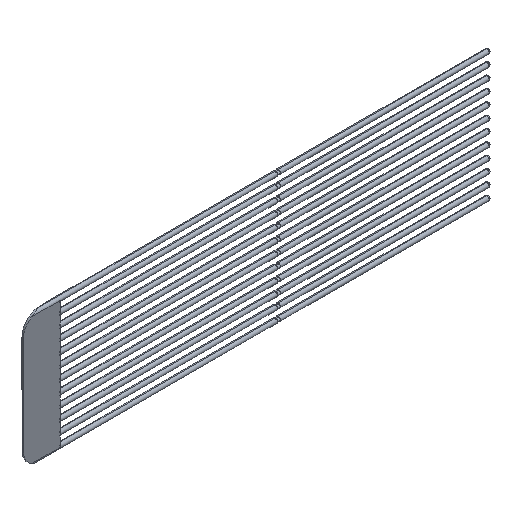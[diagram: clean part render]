
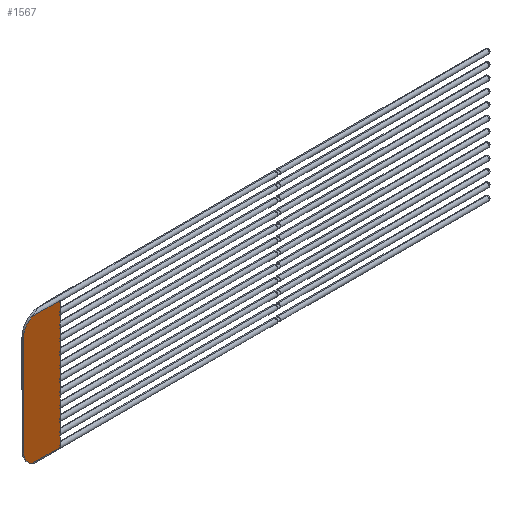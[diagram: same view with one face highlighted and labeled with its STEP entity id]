
A CAD part, isometric view. The second image highlights one B-rep face of the part: STEP entity #1567.
In plain terms, the highlighted planar face has unit normal (0, -1, 0).
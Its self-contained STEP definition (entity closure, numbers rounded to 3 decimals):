
#26 = VERTEX_POINT ( 'NONE', #5401 ) ;
#56 = DIRECTION ( 'NONE',  ( 0., 0., 1. ) ) ;
#79 = VERTEX_POINT ( 'NONE', #3849 ) ;
#80 = DIRECTION ( 'NONE',  ( 0., 0., 1. ) ) ;
#147 = VECTOR ( 'NONE', #5941, 1000. ) ;
#191 = DIRECTION ( 'NONE',  ( 1., 0., 0. ) ) ;
#215 = CARTESIAN_POINT ( 'NONE',  ( -76.2, -0.787, -44. ) ) ;
#251 = CARTESIAN_POINT ( 'NONE',  ( -76.2, -0.787, -44. ) ) ;
#342 = EDGE_CURVE ( 'NONE', #26, #4042, #2157, .T. ) ;
#380 = ORIENTED_EDGE ( 'NONE', *, *, #5620, .T. ) ;
#539 = EDGE_CURVE ( 'NONE', #1103, #2107, #5597, .T. ) ;
#564 = VERTEX_POINT ( 'NONE', #2353 ) ;
#592 = VERTEX_POINT ( 'NONE', #4533 ) ;
#617 = VECTOR ( 'NONE', #80, 1000. ) ;
#631 = CARTESIAN_POINT ( 'NONE',  ( -76.2, -0.787, -24. ) ) ;
#632 = CARTESIAN_POINT ( 'NONE',  ( -76.2, -0.787, -4. ) ) ;
#637 = DIRECTION ( 'NONE',  ( 0., 1., 0. ) ) ;
#690 = VECTOR ( 'NONE', #790, 1000. ) ;
#691 = VECTOR ( 'NONE', #798, 1000. ) ;
#738 = ORIENTED_EDGE ( 'NONE', *, *, #539, .F. ) ;
#790 = DIRECTION ( 'NONE',  ( 0., 0., 1. ) ) ;
#798 = DIRECTION ( 'NONE',  ( 0., 0., 1. ) ) ;
#818 = ORIENTED_EDGE ( 'NONE', *, *, #1964, .T. ) ;
#917 = CARTESIAN_POINT ( 'NONE',  ( -88.9, -0.787, 0. ) ) ;
#1029 = DIRECTION ( 'NONE',  ( 0., 0., 1. ) ) ;
#1050 = ORIENTED_EDGE ( 'NONE', *, *, #342, .T. ) ;
#1103 = VERTEX_POINT ( 'NONE', #5955 ) ;
#1198 = VECTOR ( 'NONE', #5773, 1000. ) ;
#1273 = EDGE_CURVE ( 'NONE', #6096, #564, #5031, .T. ) ;
#1379 = CARTESIAN_POINT ( 'NONE',  ( -76.2, -0.787, -32. ) ) ;
#1381 = CARTESIAN_POINT ( 'NONE',  ( -76.2, -0.787, -44. ) ) ;
#1400 = DIRECTION ( 'NONE',  ( 1., 0., 0. ) ) ;
#1512 = VECTOR ( 'NONE', #191, 1000. ) ;
#1545 = EDGE_CURVE ( 'NONE', #4640, #6324, #3714, .T. ) ;
#1567 = ADVANCED_FACE ( 'NONE', ( #2678 ), #2272, .F. ) ;
#1574 = DIRECTION ( 'NONE',  ( 0., 0., 1. ) ) ;
#1594 = ORIENTED_EDGE ( 'NONE', *, *, #2839, .T. ) ;
#1792 = LINE ( 'NONE', #3873, #147 ) ;
#1834 = CARTESIAN_POINT ( 'NONE',  ( -88.9, -0.787, -39.029 ) ) ;
#1880 = LINE ( 'NONE', #3381, #690 ) ;
#1964 = EDGE_CURVE ( 'NONE', #6324, #79, #6339, .T. ) ;
#1969 = VERTEX_POINT ( 'NONE', #5320 ) ;
#2027 = CARTESIAN_POINT ( 'NONE',  ( -76.2, -0.787, -44. ) ) ;
#2042 = EDGE_CURVE ( 'NONE', #4162, #5281, #6559, .T. ) ;
#2046 = CARTESIAN_POINT ( 'NONE',  ( -76.2, -0.787, -8. ) ) ;
#2075 = ORIENTED_EDGE ( 'NONE', *, *, #2042, .T. ) ;
#2107 = VERTEX_POINT ( 'NONE', #4972 ) ;
#2157 = LINE ( 'NONE', #3087, #5604 ) ;
#2187 = CARTESIAN_POINT ( 'NONE',  ( -76.2, -0.787, -44. ) ) ;
#2272 = PLANE ( 'NONE',  #3252 ) ;
#2279 = AXIS2_PLACEMENT_3D ( 'NONE', #4105, #5672, #3163 ) ;
#2287 = VERTEX_POINT ( 'NONE', #4320 ) ;
#2297 = VECTOR ( 'NONE', #1574, 1000. ) ;
#2353 = CARTESIAN_POINT ( 'NONE',  ( -88.9, -0.787, -4.971 ) ) ;
#2421 = LINE ( 'NONE', #251, #691 ) ;
#2513 = ORIENTED_EDGE ( 'NONE', *, *, #5751, .T. ) ;
#2594 = EDGE_CURVE ( 'NONE', #592, #4162, #3552, .T. ) ;
#2614 = VECTOR ( 'NONE', #1400, 1000. ) ;
#2678 = FACE_OUTER_BOUND ( 'NONE', #6549, .T. ) ;
#2742 = CARTESIAN_POINT ( 'NONE',  ( -88.9, -0.787, -44. ) ) ;
#2809 = DIRECTION ( 'NONE',  ( 0., 0., 1. ) ) ;
#2816 = VECTOR ( 'NONE', #4143, 1000. ) ;
#2839 = EDGE_CURVE ( 'NONE', #4698, #3708, #1792, .T. ) ;
#2927 = EDGE_CURVE ( 'NONE', #4042, #1969, #2421, .T. ) ;
#3053 = CARTESIAN_POINT ( 'NONE',  ( -76.2, -0.787, -44. ) ) ;
#3087 = CARTESIAN_POINT ( 'NONE',  ( -76.2, -0.787, -44. ) ) ;
#3163 = DIRECTION ( 'NONE',  ( 0., 0., 1. ) ) ;
#3192 = LINE ( 'NONE', #215, #1198 ) ;
#3252 = AXIS2_PLACEMENT_3D ( 'NONE', #3326, #637, #2809 ) ;
#3326 = CARTESIAN_POINT ( 'NONE',  ( -88.9, -0.787, -44. ) ) ;
#3374 = EDGE_CURVE ( 'NONE', #79, #4698, #1880, .T. ) ;
#3381 = CARTESIAN_POINT ( 'NONE',  ( -76.2, -0.787, -44. ) ) ;
#3441 = CARTESIAN_POINT ( 'NONE',  ( -76.2, -0.787, -44. ) ) ;
#3552 = LINE ( 'NONE', #3053, #4922 ) ;
#3697 = CARTESIAN_POINT ( 'NONE',  ( -76.2, -0.787, -44. ) ) ;
#3708 = VERTEX_POINT ( 'NONE', #1379 ) ;
#3714 = LINE ( 'NONE', #2742, #1512 ) ;
#3715 = ORIENTED_EDGE ( 'NONE', *, *, #1273, .F. ) ;
#3849 = CARTESIAN_POINT ( 'NONE',  ( -76.2, -0.787, -40. ) ) ;
#3873 = CARTESIAN_POINT ( 'NONE',  ( -76.2, -0.787, -44. ) ) ;
#4042 = VERTEX_POINT ( 'NONE', #631 ) ;
#4080 = CARTESIAN_POINT ( 'NONE',  ( -86.048, -0.787, -44. ) ) ;
#4105 = CARTESIAN_POINT ( 'NONE',  ( -83.142, -0.787, -4.971 ) ) ;
#4143 = DIRECTION ( 'NONE',  ( 0., 0., 1. ) ) ;
#4162 = VERTEX_POINT ( 'NONE', #2046 ) ;
#4306 = EDGE_CURVE ( 'NONE', #1969, #2287, #5834, .T. ) ;
#4320 = CARTESIAN_POINT ( 'NONE',  ( -76.2, -0.787, -16. ) ) ;
#4344 = CIRCLE ( 'NONE', #2279, 5.758 ) ;
#4533 = CARTESIAN_POINT ( 'NONE',  ( -76.2, -0.787, -12. ) ) ;
#4558 = VECTOR ( 'NONE', #6584, 1000. ) ;
#4571 = CARTESIAN_POINT ( 'NONE',  ( -76.2, -0.787, -44. ) ) ;
#4612 = ORIENTED_EDGE ( 'NONE', *, *, #4306, .T. ) ;
#4622 = DIRECTION ( 'NONE',  ( 0., 0., 1. ) ) ;
#4640 = VERTEX_POINT ( 'NONE', #4080 ) ;
#4646 = ORIENTED_EDGE ( 'NONE', *, *, #2594, .T. ) ;
#4670 = ORIENTED_EDGE ( 'NONE', *, *, #5145, .T. ) ;
#4698 = VERTEX_POINT ( 'NONE', #6262 ) ;
#4710 = ORIENTED_EDGE ( 'NONE', *, *, #5178, .T. ) ;
#4922 = VECTOR ( 'NONE', #56, 1000. ) ;
#4972 = CARTESIAN_POINT ( 'NONE',  ( -76.2, -0.787, 0. ) ) ;
#4998 = ORIENTED_EDGE ( 'NONE', *, *, #5427, .F. ) ;
#5031 = LINE ( 'NONE', #6026, #4558 ) ;
#5145 = EDGE_CURVE ( 'NONE', #5281, #2107, #6678, .T. ) ;
#5178 = EDGE_CURVE ( 'NONE', #1103, #564, #4344, .T. ) ;
#5200 = CARTESIAN_POINT ( 'NONE',  ( -83.142, -0.787, -39.029 ) ) ;
#5274 = DIRECTION ( 'NONE',  ( 0., 1., 0. ) ) ;
#5281 = VERTEX_POINT ( 'NONE', #632 ) ;
#5320 = CARTESIAN_POINT ( 'NONE',  ( -76.2, -0.787, -20. ) ) ;
#5401 = CARTESIAN_POINT ( 'NONE',  ( -76.2, -0.787, -28. ) ) ;
#5427 = EDGE_CURVE ( 'NONE', #4640, #6096, #6503, .T. ) ;
#5597 = LINE ( 'NONE', #917, #2614 ) ;
#5604 = VECTOR ( 'NONE', #5703, 1000. ) ;
#5620 = EDGE_CURVE ( 'NONE', #3708, #26, #5630, .T. ) ;
#5630 = LINE ( 'NONE', #4571, #6724 ) ;
#5672 = DIRECTION ( 'NONE',  ( 0., -1., 0. ) ) ;
#5703 = DIRECTION ( 'NONE',  ( 0., 0., 1. ) ) ;
#5712 = ORIENTED_EDGE ( 'NONE', *, *, #2927, .T. ) ;
#5751 = EDGE_CURVE ( 'NONE', #2287, #592, #3192, .T. ) ;
#5773 = DIRECTION ( 'NONE',  ( 0., 0., 1. ) ) ;
#5834 = LINE ( 'NONE', #2187, #2297 ) ;
#5941 = DIRECTION ( 'NONE',  ( 0., 0., 1. ) ) ;
#5955 = CARTESIAN_POINT ( 'NONE',  ( -86.048, -0.787, 0. ) ) ;
#6026 = CARTESIAN_POINT ( 'NONE',  ( -88.9, -0.787, -44. ) ) ;
#6055 = ORIENTED_EDGE ( 'NONE', *, *, #1545, .T. ) ;
#6057 = VECTOR ( 'NONE', #6462, 1000. ) ;
#6088 = ORIENTED_EDGE ( 'NONE', *, *, #3374, .T. ) ;
#6096 = VERTEX_POINT ( 'NONE', #1834 ) ;
#6262 = CARTESIAN_POINT ( 'NONE',  ( -76.2, -0.787, -36. ) ) ;
#6303 = AXIS2_PLACEMENT_3D ( 'NONE', #5200, #5274, #4622 ) ;
#6324 = VERTEX_POINT ( 'NONE', #1381 ) ;
#6339 = LINE ( 'NONE', #3697, #617 ) ;
#6462 = DIRECTION ( 'NONE',  ( 0., 0., 1. ) ) ;
#6503 = CIRCLE ( 'NONE', #6303, 5.758 ) ;
#6549 = EDGE_LOOP ( 'NONE', ( #738, #4710, #3715, #4998, #6055, #818, #6088, #1594, #380, #1050, #5712, #4612, #2513, #4646, #2075, #4670 ) ) ;
#6559 = LINE ( 'NONE', #3441, #6057 ) ;
#6584 = DIRECTION ( 'NONE',  ( 0., 0., 1. ) ) ;
#6678 = LINE ( 'NONE', #2027, #2816 ) ;
#6724 = VECTOR ( 'NONE', #1029, 1000. ) ;
